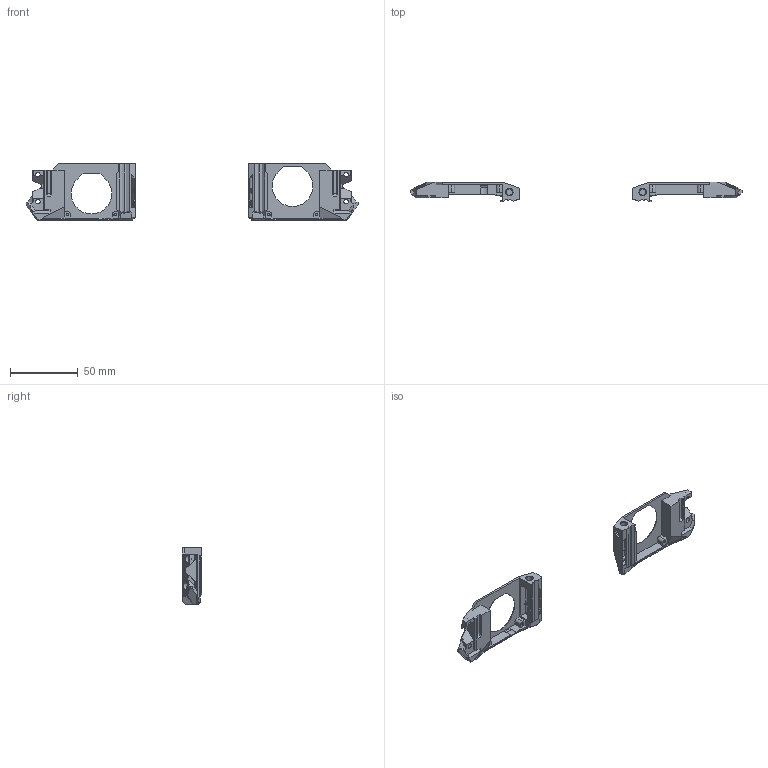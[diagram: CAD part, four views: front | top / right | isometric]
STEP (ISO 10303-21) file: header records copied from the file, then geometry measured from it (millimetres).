
FILE_DESCRIPTION(/* description */ ('STEP AP242','CAx-IF Rec.Pracs.---Representation and Presentation of Product Manufacturing Information (PMI)---4.0---2014-10-13','CAx-IF Rec.Pracs.---3D Tessellated Geometry---0.4---2014-09-14','2;1'),/* implementation_level */ '2;1');
FILE_NAME(/* name */ '676e223b67179c3cd01d0565',/* time_stamp */ '2024-12-27T03:42:51Z',/* author */ (''),/* organization */ (''),/* preprocessor_version */ 'ST-DEVELOPER v20',/* originating_system */ 'ONSHAPE BY PTC INC, 1.191',/* authorisation */ ' ');
FILE_SCHEMA (('AP242_MANAGED_MODEL_BASED_3D_ENGINEERING_MIM_LF { 1 0 10303 442 1 1 4 }'));
Length unit declared in the file: metre
Products named in the file (2): HF_Right_Duct_HB92 v4; HF_Left_Duct_HB92 v6
Bounding box: 245.08 x 14.2 x 41.6 mm (x, y, z)
Volume: 25286.1 mm3; surface area: 17865.2 mm2
Topology: 2 solids, 2 shells, 359 faces, 1005 edges, 656 vertices
Faces by surface type: plane 259, cylinder 78, cone 16, bspline 6
Full cylindrical faces by diameter (mm): 1.8 x4, 3.4 x4, 4.7 x2, 6 x4
Entity records: 12629 total; most frequent: CARTESIAN_POINT 3356, ORIENTED_EDGE 1938, DIRECTION 1865, EDGE_CURVE 969, LINE 745, VECTOR 745, VERTEX_POINT 640, AXIS2_PLACEMENT_3D 560
